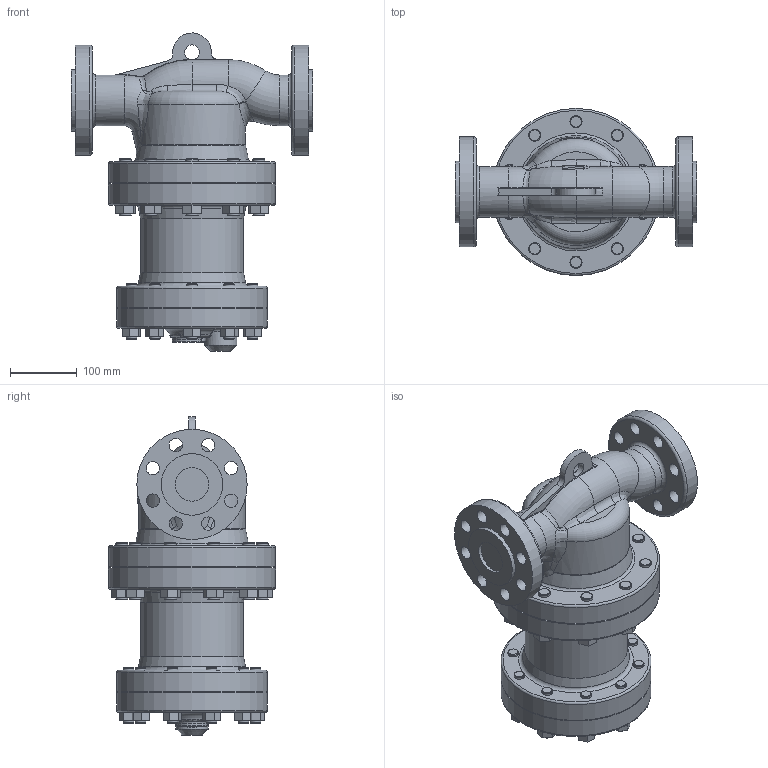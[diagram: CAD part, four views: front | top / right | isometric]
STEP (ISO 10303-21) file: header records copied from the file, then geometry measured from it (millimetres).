
FILE_DESCRIPTION((''),'2;1');
FILE_NAME('dc3sh-050-a0600-00.stp','2014-02-14T13:04:34',('akifuji'),(''),'Autodesk Inventor 2012','Autodesk Inventor 2012','');
FILE_SCHEMA(('AUTOMOTIVE_DESIGN { 1 0 10303 214 1 1 1 1 }'));
Length unit declared in the file: millimetre
Products named in the file (1): dc3sh-050-a0600-00
Bounding box: 362 x 250 x 475.95 mm (x, y, z)
Volume: 12509675.3 mm3; surface area: 606301.5 mm2
Topology: 1 solids, 1 shells, 482 faces, 1141 edges, 730 vertices
Faces by surface type: plane 231, cylinder 127, cone 44, bspline 41, torus 39
Full cylindrical faces by diameter (mm): 16 x30, 18 x30, 20 x16, 22 x1, 22.2 x1, 48 x1, 50 x2, 76 x2, 92.1 x2, 154 x1, 162.5 x1, 165 x2, 185 x1, 225 x2, 250 x2
Entity records: 14899 total; most frequent: CARTESIAN_POINT 4550, DIRECTION 2070, ORIENTED_EDGE 1884, EDGE_CURVE 942, AXIS2_PLACEMENT_3D 819, EDGE_LOOP 782, VERTEX_POINT 688, FACE_OUTER_BOUND 482
